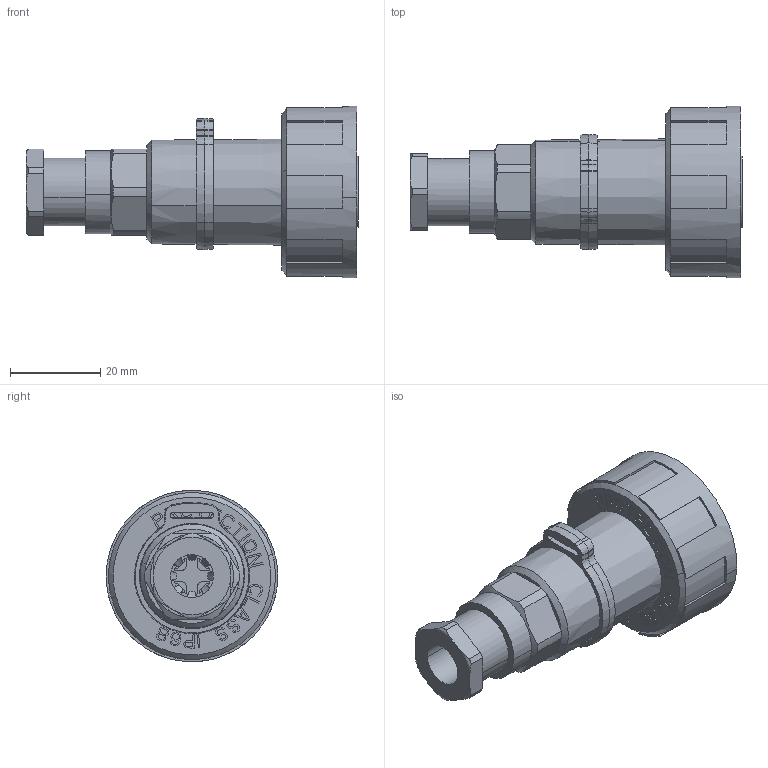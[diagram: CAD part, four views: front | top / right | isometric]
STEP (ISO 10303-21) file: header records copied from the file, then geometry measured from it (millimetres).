
FILE_DESCRIPTION(('STEP AP242'),'1');
FILE_NAME('px0748-s.stp','2023-05-16T17:47:41',('TraceParts'),('TraceParts S.A.'),'Spatial InterOp 3D',' ',' ');
FILE_SCHEMA(('AP242_MANAGED_MODEL_BASED_3D_ENGINEERING_MIM_LF {1 0 10303 442 1 1 4}'));
Length unit declared in the file: millimetre
Products named in the file (1): px0748-s_1
Bounding box: 73.5 x 37.97 x 37.93 mm (x, y, z)
Volume: 22579.3 mm3; surface area: 21615.9 mm2
Topology: 7 solids, 7 shells, 1607 faces, 4693 edges, 3176 vertices
Faces by surface type: plane 1242, cylinder 190, cone 100, bspline 75
Entity records: 140534 total; most frequent: CARTESIAN_POINT 82083, ORIENTED_EDGE 9386, DIRECTION 7725, EDGE_CURVE 4693, LINE 3563, VECTOR 3563, VERTEX_POINT 3176, PRESENTATION_STYLE_ASSIGNMENT 2747
